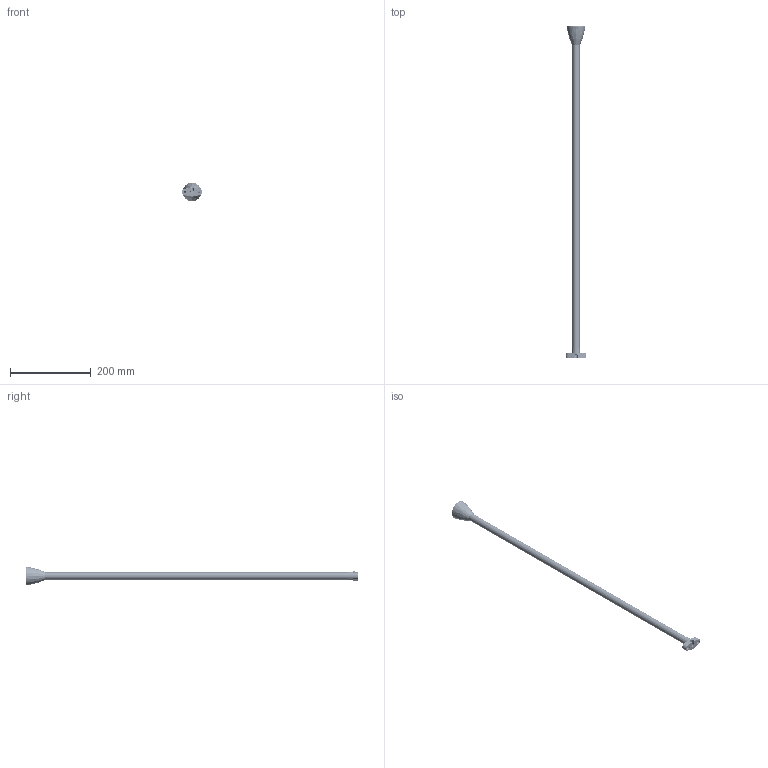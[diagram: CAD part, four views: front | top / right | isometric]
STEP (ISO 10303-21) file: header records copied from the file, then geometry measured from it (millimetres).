
FILE_DESCRIPTION((''),'2;1');
FILE_NAME('176350_ASM','2013-10-16T',('pdmadmin'),(''),'PRO/ENGINEER BY PARAMETRIC TECHNOLOGY CORPORATION, 2012300','PRO/ENGINEER BY PARAMETRIC TECHNOLOGY CORPORATION, 2012300','');
FILE_SCHEMA(('CONFIG_CONTROL_DESIGN'));
Length unit declared in the file: inch
Products named in the file (6): 85775_BASE; 174769_FLEXARM; 85775_5_8_27; 174769_VINYL_CLAD; 165545; 176350_ASM
Assembly tree (5 placements, depth 2):
  176350_ASM
    85775_BASE
    174769_FLEXARM
    85775_5_8_27
    174769_VINYL_CLAD
    165545
Bounding box: 50.83 x 821.09 x 46 mm (x, y, z)
Volume: 69015 mm3; surface area: 175343.7 mm2
Topology: 5 solids, 5 shells, 651 faces, 1605 edges, 972 vertices
Faces by surface type: bspline 486, cylinder 110, plane 29, torus 14, cone 10, sphere 2
Entity records: 110505 total; most frequent: CARTESIAN_POINT 99361, ORIENTED_EDGE 2828, EDGE_CURVE 1414, DIRECTION 1216, VERTEX_POINT 841, B_SPLINE_CURVE_WITH_KNOTS 699, EDGE_LOOP 613, FACE_OUTER_BOUND 591
